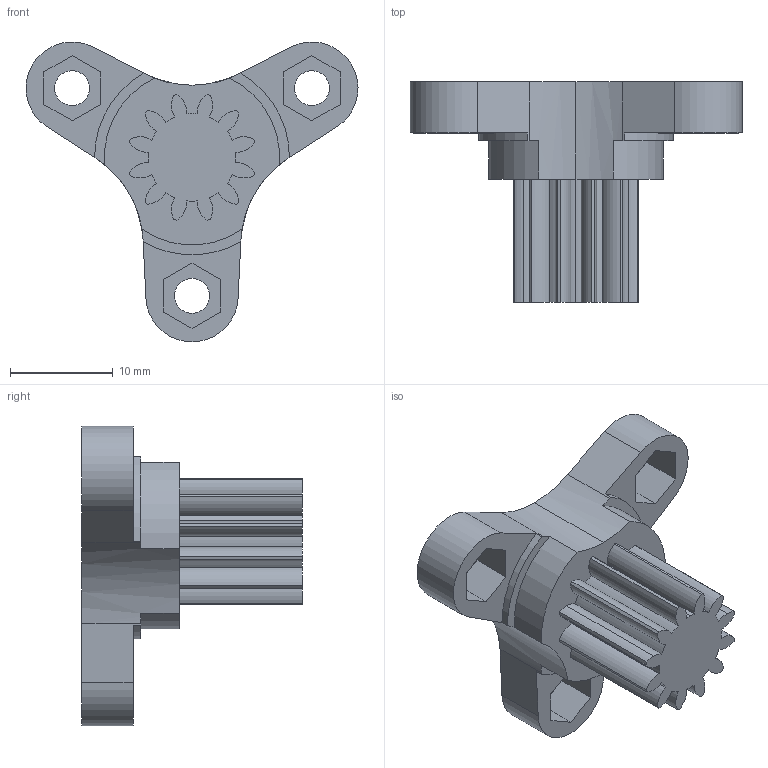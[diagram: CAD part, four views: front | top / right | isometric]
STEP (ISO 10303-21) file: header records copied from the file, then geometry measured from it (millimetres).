
FILE_DESCRIPTION (( 'STEP AP214' ), '1' );
FILE_NAME ('Out.STEP', '2025-04-11T06:56:18', ( '' ), ( '' ), 'SwSTEP 2.0', 'SolidWorks 2024', '' );
FILE_SCHEMA (( 'AUTOMOTIVE_DESIGN' ));
Length unit declared in the file: millimetre
Products named in the file (3): Out_Varsayılan; Out; 12T_Sun2.step_Varsayılan
Assembly tree (2 placements, depth 2):
  Out
    Out_Varsayılan
    12T_Sun2.step_Varsayılan
Bounding box: 32.38 x 21.5 x 29.25 mm (x, y, z)
Volume: 3909.3 mm3; surface area: 2877.3 mm2
Topology: 2 solids, 2 shells, 110 faces, 309 edges, 206 vertices
Faces by surface type: cylinder 73, plane 37
Entity records: 3725 total; most frequent: DIRECTION 691, CARTESIAN_POINT 630, ORIENTED_EDGE 618, EDGE_CURVE 309, AXIS2_PLACEMENT_3D 267, VERTEX_POINT 206, LINE 157, VECTOR 157
